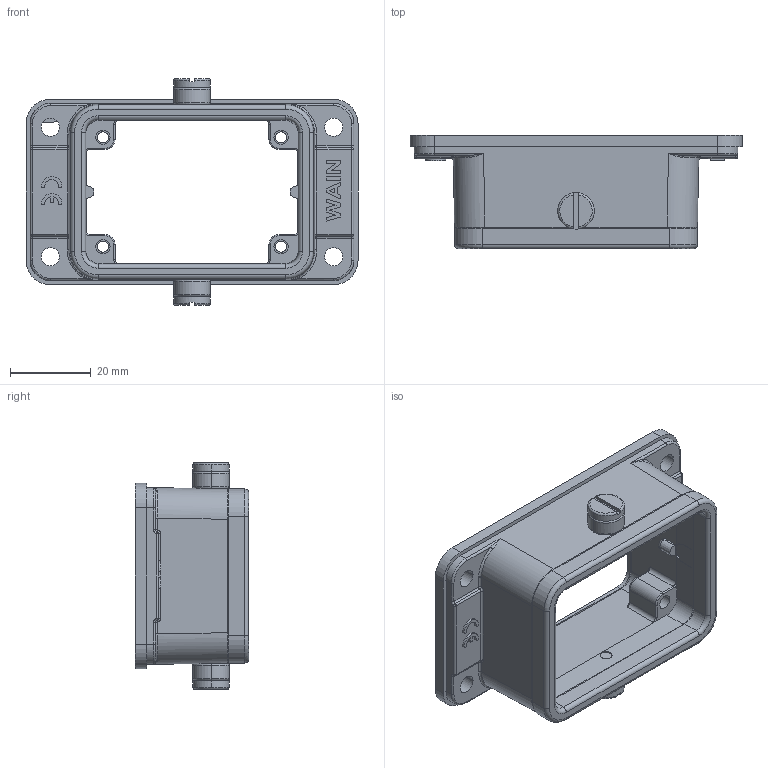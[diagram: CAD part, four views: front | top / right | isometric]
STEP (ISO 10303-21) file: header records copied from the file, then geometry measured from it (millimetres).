
FILE_DESCRIPTION(/* description */ (''),/* implementation_level */ '2;1');
FILE_NAME(/* name */ '3D_1110063501003_H6B-BK-2B_C_V1.1.stp',/* time_stamp */ '2024-04-01T15:39:55+08:00',/* author */ (''),/* organization */ (''),/* preprocessor_version */ 'ST-DEVELOPER v18.1',/* originating_system */ 'SIEMENS PLM Software NX 1980',/* authorisation */ '');
FILE_SCHEMA (('AUTOMOTIVE_DESIGN { 1 0 10303 214 3 1 1 1 }'));
Length unit declared in the file: millimetre
Products named in the file (1): 3D_1110063501003_H6B-BK-2B_C_V1.0_stp
Bounding box: 82 x 28 x 56 mm (x, y, z)
Volume: 26585.1 mm3; surface area: 19095.5 mm2
Topology: 1 solids, 2 shells, 492 faces, 1340 edges, 862 vertices
Faces by surface type: cylinder 181, plane 179, torus 80, bspline 22, cone 20, sphere 8, extrusion 2
Entity records: 18864 total; most frequent: CARTESIAN_POINT 7028, ORIENTED_EDGE 2658, DIRECTION 2191, EDGE_CURVE 1329, VERTEX_POINT 860, AXIS2_PLACEMENT_3D 795, VECTOR 601, LINE 599
